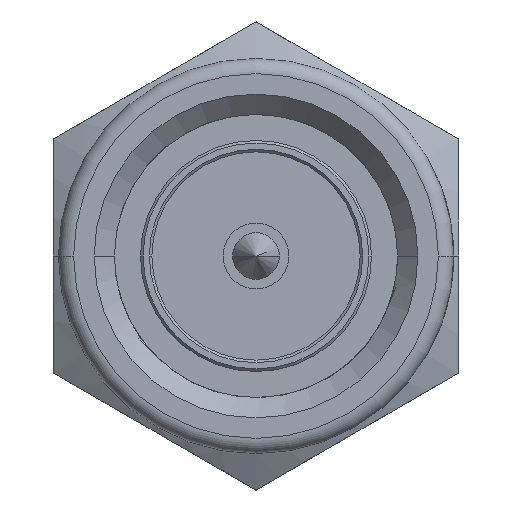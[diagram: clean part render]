
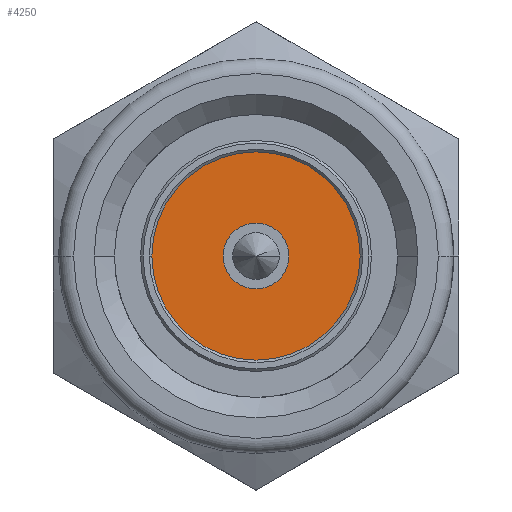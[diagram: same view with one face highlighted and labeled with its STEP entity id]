
A CAD part, left-side view. The second image highlights one B-rep face of the part: STEP entity #4250.
In plain terms, the highlighted planar face has unit normal (-1, 0, 0).
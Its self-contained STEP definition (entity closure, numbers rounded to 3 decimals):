
#3510=CARTESIAN_POINT('',(-1.91,1.1,0.65));
#3520=VERTEX_POINT('',#3510);
#3550=CARTESIAN_POINT('',(-1.91,1.1,0.));
#3560=DIRECTION('',(1.,0.,0.));
#3570=DIRECTION('',(0.,0.,-1.));
#3580=AXIS2_PLACEMENT_3D('',#3550,#3560,#3570);
#3590=CIRCLE('',#3580,0.65);
#3600=CARTESIAN_POINT('',(-1.91,1.1,-0.65));
#3610=VERTEX_POINT('',#3600);
#3620=EDGE_CURVE('',#3520,#3610,#3590,.T.);
#4000=CARTESIAN_POINT('',(-1.91,12.,-1.2));
#4010=DIRECTION('',(1.,-0.,0.));
#4020=DIRECTION('',(0.,0.,-1.));
#4030=AXIS2_PLACEMENT_3D('',#4000,#4010,#4020);
#4040=PLANE('',#4030);
#4050=CARTESIAN_POINT('',(-1.91,1.1,0.));
#4060=DIRECTION('',(-1.,0.,0.));
#4070=DIRECTION('',(0.,0.,1.));
#4080=AXIS2_PLACEMENT_3D('',#4050,#4060,#4070);
#4090=CIRCLE('',#4080,2.055);
#4100=CARTESIAN_POINT('',(-1.91,1.1,2.055));
#4110=VERTEX_POINT('',#4100);
#4120=CARTESIAN_POINT('',(-1.91,1.1,-2.055));
#4130=VERTEX_POINT('',#4120);
#4140=EDGE_CURVE('',#4110,#4130,#4090,.T.);
#4150=ORIENTED_EDGE('',*,*,#4140,.T.);
#4160=EDGE_CURVE('',#4130,#4110,#4090,.T.);
#4170=ORIENTED_EDGE('',*,*,#4160,.T.);
#4180=EDGE_LOOP('',(#4170,#4150));
#4190=FACE_OUTER_BOUND('',#4180,.T.);
#4200=EDGE_CURVE('',#3610,#3520,#3590,.T.);
#4210=ORIENTED_EDGE('',*,*,#4200,.T.);
#4220=ORIENTED_EDGE('',*,*,#3620,.T.);
#4230=EDGE_LOOP('',(#4220,#4210));
#4240=FACE_BOUND('',#4230,.T.);
#4250=ADVANCED_FACE('',(#4190,#4240),#4040,.F.);
